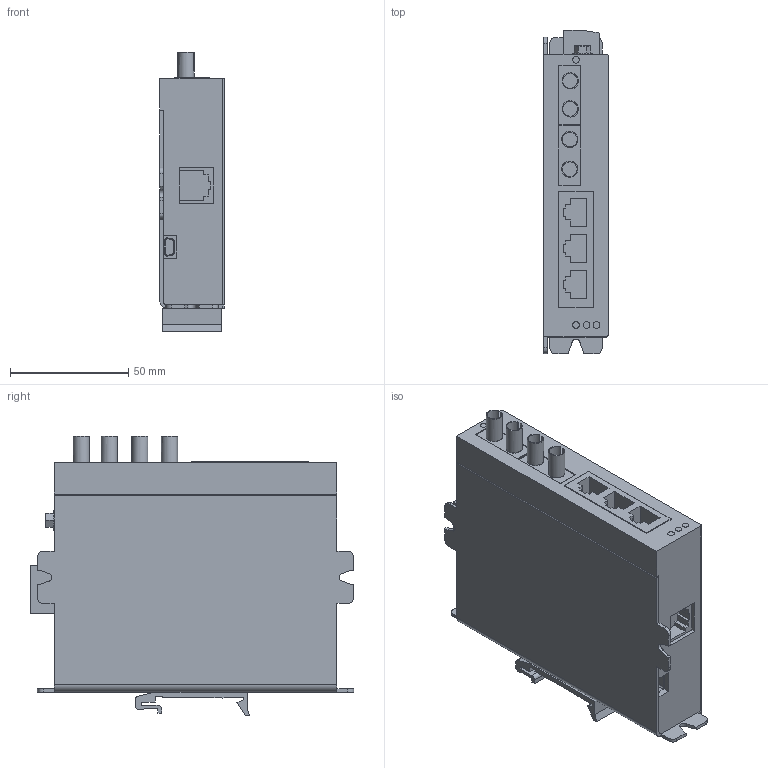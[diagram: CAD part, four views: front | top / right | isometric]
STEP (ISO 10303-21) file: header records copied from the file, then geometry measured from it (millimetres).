
FILE_DESCRIPTION (( 'STEP AP214' ), '1' );
FILE_NAME ('SE-SW5M-2ST.STEP', '2012-03-06T19:27:27', ( ' ' ), ( ' ' ), 'SwSTEP 2.0', 'SolidWorks 2011', '' );
FILE_SCHEMA (( 'AUTOMOTIVE_DESIGN' ));
Length unit declared in the file: inch
Products named in the file (1): SE-SW5M-2ST
Bounding box: 27.18 x 136.65 x 118.27 mm (x, y, z)
Volume: 317645.8 mm3; surface area: 67854.8 mm2
Topology: 1 solids, 1 shells, 354 faces, 942 edges, 616 vertices
Faces by surface type: plane 304, cylinder 50
Full cylindrical faces by diameter (mm): 2.794 x4, 3.81 x4, 6.22 x4, 6.858 x4, 8.382 x1
Entity records: 14271 total; most frequent: CARTESIAN_POINT 1872, ORIENTED_EDGE 1826, DIRECTION 1755, EDGE_CURVE 913, LINE 781, VECTOR 781, VERTEX_POINT 604, AXIS2_PLACEMENT_3D 487
